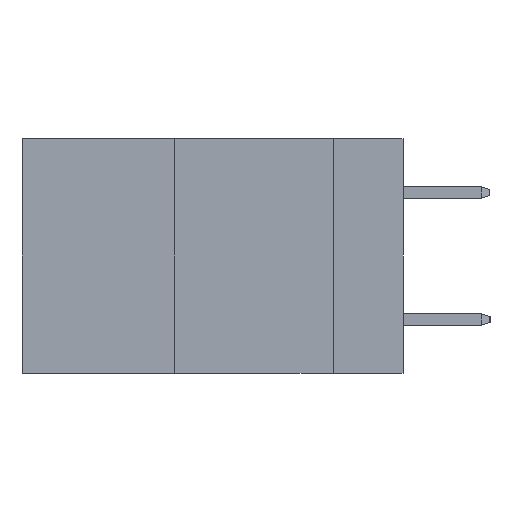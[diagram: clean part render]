
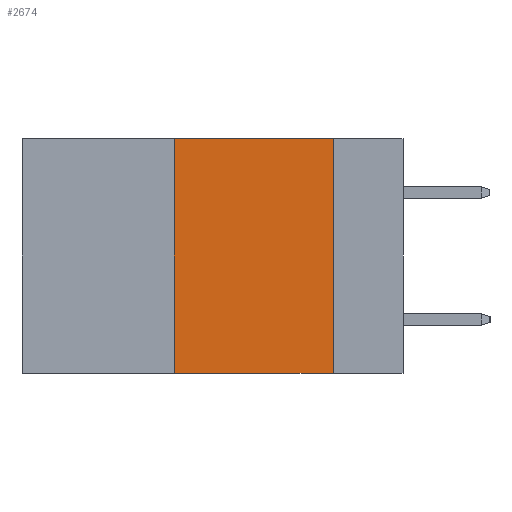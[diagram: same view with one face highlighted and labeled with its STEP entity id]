
A CAD part, left-side view. The second image highlights one B-rep face of the part: STEP entity #2674.
In plain terms, the highlighted planar face has unit normal (-1, 0, 0).
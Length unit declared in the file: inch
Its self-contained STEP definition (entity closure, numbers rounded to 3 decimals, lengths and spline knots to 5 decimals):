
#225 = VECTOR ( 'NONE', #9293, 39.37008 ) ;
#699 = VERTEX_POINT ( 'NONE', #6160 ) ;
#712 = ORIENTED_EDGE ( 'NONE', *, *, #1210, .F. ) ;
#1124 = VERTEX_POINT ( 'NONE', #10239 ) ;
#1197 = DIRECTION ( 'NONE',  ( 1., 0., 0. ) ) ;
#1210 = EDGE_CURVE ( 'NONE', #9435, #699, #2850, .T. ) ;
#2179 = ORIENTED_EDGE ( 'NONE', *, *, #2239, .T. ) ;
#2239 = EDGE_CURVE ( 'NONE', #1124, #2909, #9359, .T. ) ;
#2399 = VECTOR ( 'NONE', #4554, 39.37008 ) ;
#2674 = ADVANCED_FACE ( 'NONE', ( #6691 ), #5740, .F. ) ;
#2850 = LINE ( 'NONE', #9245, #225 ) ;
#2909 = VERTEX_POINT ( 'NONE', #3900 ) ;
#3378 = CARTESIAN_POINT ( 'NONE',  ( 0., 0.36, 0. ) ) ;
#3465 = CARTESIAN_POINT ( 'NONE',  ( 0., 0.11, 0. ) ) ;
#3588 = DIRECTION ( 'NONE',  ( 0., 0., -1. ) ) ;
#3900 = CARTESIAN_POINT ( 'NONE',  ( 0., 0.11, -0.37 ) ) ;
#4374 = DIRECTION ( 'NONE',  ( 0., 0., 1. ) ) ;
#4554 = DIRECTION ( 'NONE',  ( 0., -1., 0. ) ) ;
#5060 = EDGE_CURVE ( 'NONE', #1124, #9435, #9128, .T. ) ;
#5150 = CARTESIAN_POINT ( 'NONE',  ( 0., 0.36, 0. ) ) ;
#5257 = ORIENTED_EDGE ( 'NONE', *, *, #9977, .F. ) ;
#5740 = PLANE ( 'NONE',  #7262 ) ;
#6160 = CARTESIAN_POINT ( 'NONE',  ( 0., 0.11, 0. ) ) ;
#6691 = FACE_OUTER_BOUND ( 'NONE', #7940, .T. ) ;
#7262 = AXIS2_PLACEMENT_3D ( 'NONE', #9864, #1197, #3588 ) ;
#7565 = LINE ( 'NONE', #3465, #8704 ) ;
#7867 = CARTESIAN_POINT ( 'NONE',  ( 0., 0.6, -0.37 ) ) ;
#7940 = EDGE_LOOP ( 'NONE', ( #5257, #712, #9694, #2179 ) ) ;
#8704 = VECTOR ( 'NONE', #10051, 39.37008 ) ;
#8754 = VECTOR ( 'NONE', #4374, 39.37008 ) ;
#9128 = LINE ( 'NONE', #5150, #8754 ) ;
#9245 = CARTESIAN_POINT ( 'NONE',  ( 0., 0.6, 0. ) ) ;
#9293 = DIRECTION ( 'NONE',  ( 0., -1., 0. ) ) ;
#9359 = LINE ( 'NONE', #7867, #2399 ) ;
#9435 = VERTEX_POINT ( 'NONE', #3378 ) ;
#9694 = ORIENTED_EDGE ( 'NONE', *, *, #5060, .F. ) ;
#9864 = CARTESIAN_POINT ( 'NONE',  ( 0., 0.6, 0. ) ) ;
#9977 = EDGE_CURVE ( 'NONE', #699, #2909, #7565, .T. ) ;
#10051 = DIRECTION ( 'NONE',  ( 0., 0., -1. ) ) ;
#10239 = CARTESIAN_POINT ( 'NONE',  ( 0., 0.36, -0.37 ) ) ;
